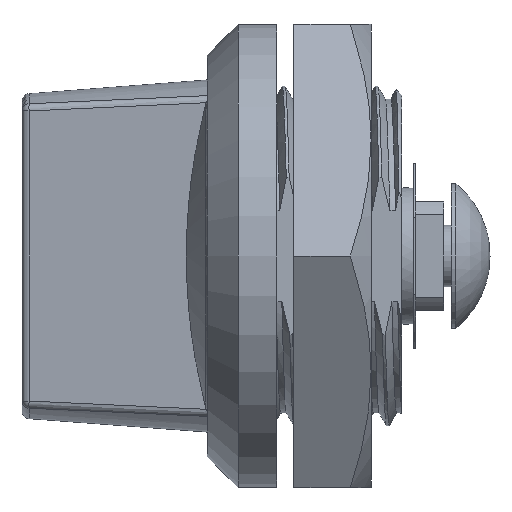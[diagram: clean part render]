
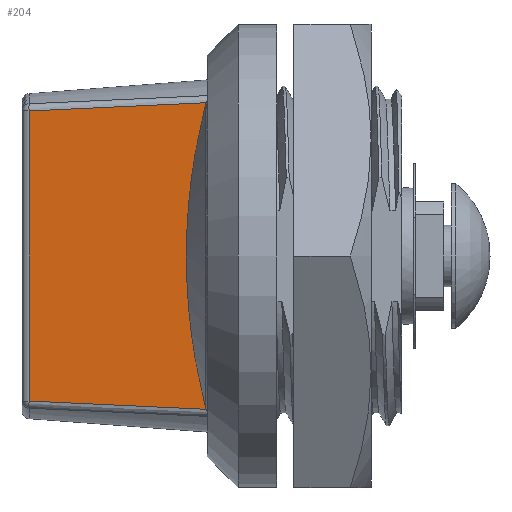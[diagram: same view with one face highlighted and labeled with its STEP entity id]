
A CAD part, front view. The second image highlights one B-rep face of the part: STEP entity #204.
In plain terms, the highlighted planar face has unit normal (-0.083, -0.997, 0).
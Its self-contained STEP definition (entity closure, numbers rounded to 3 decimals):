
#204=ADVANCED_FACE('',(#1202),#1201,.T.);
#1201=PLANE('',#2752);
#1202=FACE_OUTER_BOUND('',#2753,.T.);
#2749=CARTESIAN_POINT('',(-12.688,-3.943,-11.91));
#2750=DIRECTION('',(-0.083,-0.997,0.));
#2751=DIRECTION('',(0.997,-0.083,0.));
#2752=AXIS2_PLACEMENT_3D('',#2749,#2750,#2751);
#2753=EDGE_LOOP('',(#4089,#4090,#4091,#4092,#4093,#4094));
#4089=ORIENTED_EDGE('',*,*,#4570,.T.);
#4090=ORIENTED_EDGE('',*,*,#4793,.F.);
#4091=ORIENTED_EDGE('',*,*,#4794,.T.);
#4092=ORIENTED_EDGE('',*,*,#4744,.F.);
#4093=ORIENTED_EDGE('',*,*,#4795,.T.);
#4094=ORIENTED_EDGE('',*,*,#4575,.F.);
#4570=EDGE_CURVE('',#5592,#5558,#5606,.T.);
#4575=EDGE_CURVE('',#5592,#5637,#5638,.T.);
#4744=EDGE_CURVE('',#6758,#6757,#6765,.T.);
#4793=EDGE_CURVE('',#7101,#5558,#7102,.T.);
#4794=EDGE_CURVE('',#7101,#6757,#7108,.T.);
#4795=EDGE_CURVE('',#6758,#5637,#7114,.T.);
#5558=VERTEX_POINT('',#8350);
#5592=VERTEX_POINT('',#8374);
#5606=LINE('',#8383,#8384);
#5637=VERTEX_POINT('',#8403);
#5638=(BOUNDED_CURVE() B_SPLINE_CURVE(3,(#8404,#8405,#8406,#8407),.UNSPECIFIED.,.F.,.F.) B_SPLINE_CURVE_WITH_KNOTS((4,4),(0.,1.),.UNSPECIFIED.) CURVE() GEOMETRIC_REPRESENTATION_ITEM() RATIONAL_B_SPLINE_CURVE((1.,1.,1.,1.)) REPRESENTATION_ITEM('') );
#6757=VERTEX_POINT('',#9558);
#6758=VERTEX_POINT('',#9559);
#6765=CIRCLE('',#9567,39.157);
#7101=VERTEX_POINT('',#9788);
#7102=(BOUNDED_CURVE() B_SPLINE_CURVE(3,(#9789,#9790,#9791,#9792),.UNSPECIFIED.,.F.,.F.) B_SPLINE_CURVE_WITH_KNOTS((4,4),(0.,1.),.UNSPECIFIED.) CURVE() GEOMETRIC_REPRESENTATION_ITEM() RATIONAL_B_SPLINE_CURVE((1.,1.,1.,1.)) REPRESENTATION_ITEM('') );
#7108=CIRCLE('',#9796,0.579);
#7114=CIRCLE('',#9800,0.579);
#8350=CARTESIAN_POINT('',(-11.542,-4.038,-9.391));
#8374=CARTESIAN_POINT('',(-11.542,-4.038,9.391));
#8383=CARTESIAN_POINT('',(-11.542,-4.038,9.391));
#8384=VECTOR('',#8385,18.782);
#8385=DIRECTION('',(0.,0.,-1.));
#8403=CARTESIAN_POINT('',(-0.079,-4.993,9.925));
#8404=CARTESIAN_POINT('',(-11.542,-4.038,9.391));
#8405=CARTESIAN_POINT('',(-7.827,-4.348,9.572));
#8406=CARTESIAN_POINT('',(-4.005,-4.666,9.75));
#8407=CARTESIAN_POINT('',(-0.079,-4.993,9.925));
#9558=CARTESIAN_POINT('',(-0.106,-4.991,-9.845));
#9559=CARTESIAN_POINT('',(-0.106,-4.991,9.845));
#9564=CARTESIAN_POINT('',(37.663,-8.139,0.));
#9565=DIRECTION('',(-0.083,-0.997,0.));
#9566=DIRECTION('',(0.997,-0.083,0.));
#9567=AXIS2_PLACEMENT_3D('',#9564,#9565,#9566);
#9788=CARTESIAN_POINT('',(-0.079,-4.993,-9.925));
#9789=CARTESIAN_POINT('',(-0.079,-4.993,-9.925));
#9790=CARTESIAN_POINT('',(-4.005,-4.666,-9.75));
#9791=CARTESIAN_POINT('',(-7.827,-4.348,-9.572));
#9792=CARTESIAN_POINT('',(-11.542,-4.038,-9.391));
#9793=CARTESIAN_POINT('',(0.453,-5.038,-9.7));
#9794=DIRECTION('',(0.083,0.997,0.));
#9795=DIRECTION('',(0.918,-0.076,0.39));
#9796=AXIS2_PLACEMENT_3D('',#9793,#9794,#9795);
#9797=CARTESIAN_POINT('',(0.453,-5.038,9.7));
#9798=DIRECTION('',(0.083,0.997,0.));
#9799=DIRECTION('',(0.965,-0.08,-0.251));
#9800=AXIS2_PLACEMENT_3D('',#9797,#9798,#9799);
